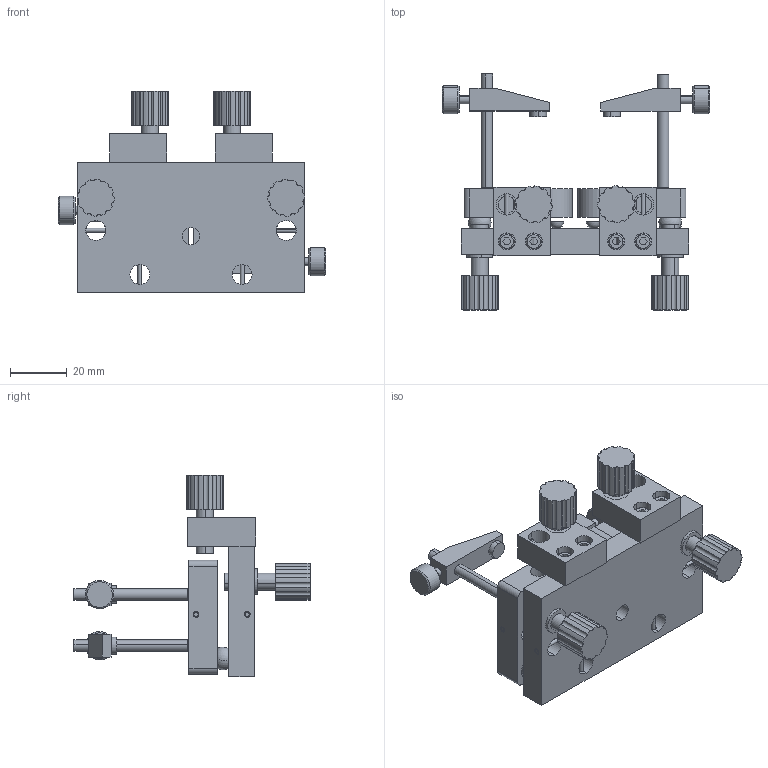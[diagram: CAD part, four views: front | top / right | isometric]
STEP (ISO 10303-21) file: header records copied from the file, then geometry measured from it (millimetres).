
FILE_DESCRIPTION (( 'STEP AP214' ), '1' );
FILE_NAME ('GCM-0705M-20161117.STEP', '2016-11-17T02:21:06', ( 't' ), ( 'd' ), 'SwSTEP 2.0', 'SolidWorks 2012', '' );
FILE_SCHEMA (( 'AUTOMOTIVE_DESIGN' ));
Length unit declared in the file: millimetre
Products named in the file (1): GCM-0705M-20161117
Bounding box: 94 x 83 x 71 mm (x, y, z)
Surface area: 34947.8 mm2 (no closed solid volume)
Topology: 0 solids, 51 shells, 414 faces, 1223 edges, 846 vertices
Faces by surface type: cylinder 256, plane 116, cone 24, torus 12, sphere 6
Entity records: 19580 total; most frequent: CARTESIAN_POINT 3530, DIRECTION 2607, ORIENTED_EDGE 2148, EDGE_CURVE 1209, AXIS2_PLACEMENT_3D 1073, VERTEX_POINT 838, CIRCLE 658, EDGE_LOOP 523
